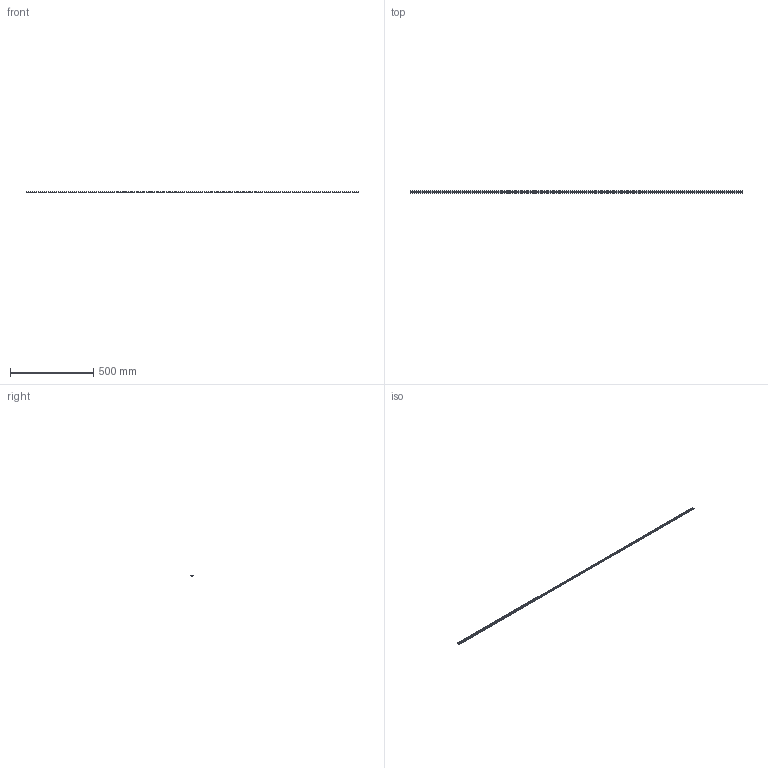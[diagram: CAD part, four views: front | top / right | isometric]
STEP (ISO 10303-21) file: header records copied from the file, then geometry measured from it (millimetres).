
FILE_DESCRIPTION(('CATIA V5 STEP Exchange','CAx-IF Rec.Pracs.--- Model Styling and Organization---1.4--- 2014-01-23'),'2;1');
FILE_NAME ('001020-5_3_0117500000_0117500000.stp','2023-02-07T09:04:13+00:00',('none'),('Weidmueller'),'CATIA Version 5-6 Release 2016 SP3 HF44','CATIA V5 STEP AP214','none');
FILE_SCHEMA(('AUTOMOTIVE_DESIGN { 1 0 10303 214 1 1 1 1 }'));
Length unit declared in the file: millimetre
Products named in the file (1): TS 15X5 1M/ST/ZN
Bounding box: 2000 x 15 x 5.5 mm (x, y, z)
Volume: 41606.1 mm3; surface area: 89346.2 mm2
Topology: 1 solids, 1 shells, 426 faces, 1272 edges, 848 vertices
Faces by surface type: plane 218, cylinder 208
Entity records: 13442 total; most frequent: ORIENTED_EDGE 2544, CARTESIAN_POINT 2376, DIRECTION 1710, EDGE_CURVE 1272, VECTOR 856, LINE 856, VERTEX_POINT 848, AXIS2_PLACEMENT_3D 632
